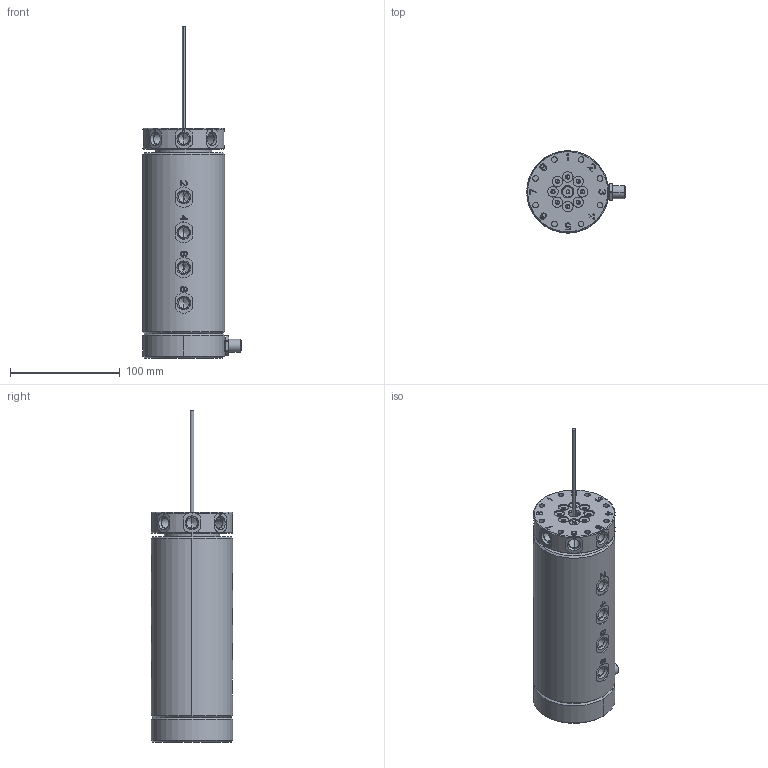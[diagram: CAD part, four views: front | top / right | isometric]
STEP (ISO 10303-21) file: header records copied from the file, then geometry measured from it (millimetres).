
FILE_DESCRIPTION((''),'2;1');
FILE_NAME('ILC32824800ES12A','2023-02-19T08:29:59',('Jweaver'),(''),'CREO PARAMETRIC BY PTC INC, 2021164','CREO PARAMETRIC BY PTC INC, 2021164','');
FILE_SCHEMA(('AUTOMOTIVE_DESIGN { 1 0 10303 214 1 1 1 1 }'));
Length unit declared in the file: inch
Products named in the file (1): ILC32824800ES12A
Bounding box: 89.59 x 74.6 x 302.41 mm (x, y, z)
Volume: 865327.8 mm3; surface area: 84836.7 mm2
Topology: 1 solids, 1 shells, 1245 faces, 3428 edges, 2259 vertices
Faces by surface type: plane 971, cylinder 168, cone 90, sphere 16
Entity records: 40782 total; most frequent: CARTESIAN_POINT 8071, ORIENTED_EDGE 6760, DIRECTION 6141, EDGE_CURVE 3380, VECTOR 2644, LINE 2644, VERTEX_POINT 2259, AXIS2_PLACEMENT_3D 1747
